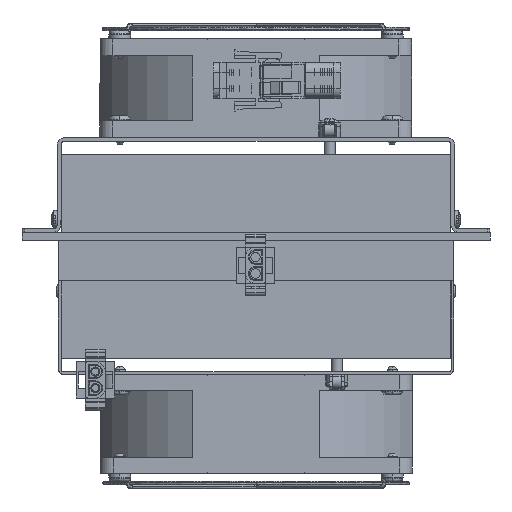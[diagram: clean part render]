
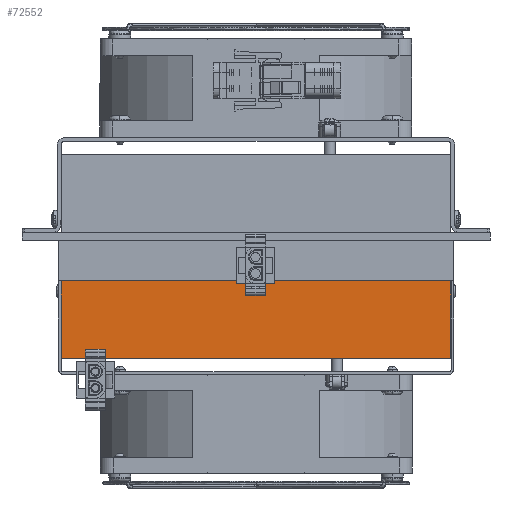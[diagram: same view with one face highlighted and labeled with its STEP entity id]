
A CAD part, front view. The second image highlights one B-rep face of the part: STEP entity #72552.
In plain terms, the highlighted planar face has unit normal (0, -1, 0).
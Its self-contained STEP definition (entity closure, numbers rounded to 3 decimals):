
#2863 = VERTEX_POINT ( 'NONE', #15456 ) ;
#3505 = EDGE_CURVE ( 'NONE', #2863, #29739, #28146, .T. ) ;
#3874 = CARTESIAN_POINT ( 'NONE',  ( -75., 25., 1.4 ) ) ;
#4318 = LINE ( 'NONE', #26152, #46073 ) ;
#9928 = DIRECTION ( 'NONE',  ( 0., 0., 1. ) ) ;
#11899 = VERTEX_POINT ( 'NONE', #37204 ) ;
#12841 = VERTEX_POINT ( 'NONE', #16522 ) ;
#13811 = DIRECTION ( 'NONE',  ( 0., 0., -1. ) ) ;
#14772 = DIRECTION ( 'NONE',  ( 0., 1., 0. ) ) ;
#15340 = CARTESIAN_POINT ( 'NONE',  ( 75., 25., -28.6 ) ) ;
#15456 = CARTESIAN_POINT ( 'NONE',  ( -75., 25., -28.6 ) ) ;
#16522 = CARTESIAN_POINT ( 'NONE',  ( 75., 25., 1.4 ) ) ;
#18772 = ORIENTED_EDGE ( 'NONE', *, *, #46380, .F. ) ;
#20582 = DIRECTION ( 'NONE',  ( -1., 0., 0. ) ) ;
#26152 = CARTESIAN_POINT ( 'NONE',  ( 0., 25., 1.4 ) ) ;
#26340 = FACE_OUTER_BOUND ( 'NONE', #35727, .T. ) ;
#26907 = EDGE_CURVE ( 'NONE', #11899, #2863, #65192, .T. ) ;
#27340 = ORIENTED_EDGE ( 'NONE', *, *, #3505, .F. ) ;
#28146 = LINE ( 'NONE', #43739, #68982 ) ;
#29739 = VERTEX_POINT ( 'NONE', #3874 ) ;
#32137 = DIRECTION ( 'NONE',  ( 0., 0., -1. ) ) ;
#35727 = EDGE_LOOP ( 'NONE', ( #53367, #18772, #35874, #27340 ) ) ;
#35874 = ORIENTED_EDGE ( 'NONE', *, *, #42660, .F. ) ;
#37204 = CARTESIAN_POINT ( 'NONE',  ( 75., 25., -28.6 ) ) ;
#42660 = EDGE_CURVE ( 'NONE', #29739, #12841, #4318, .T. ) ;
#43739 = CARTESIAN_POINT ( 'NONE',  ( -75., 25., -28.6 ) ) ;
#46073 = VECTOR ( 'NONE', #71382, 1000. ) ;
#46380 = EDGE_CURVE ( 'NONE', #12841, #11899, #54429, .T. ) ;
#53002 = CARTESIAN_POINT ( 'NONE',  ( 75., 25., 1.4 ) ) ;
#53367 = ORIENTED_EDGE ( 'NONE', *, *, #26907, .F. ) ;
#53811 = CARTESIAN_POINT ( 'NONE',  ( 75., 25., 1.4 ) ) ;
#54429 = LINE ( 'NONE', #53002, #66901 ) ;
#65192 = LINE ( 'NONE', #15340, #66066 ) ;
#66012 = PLANE ( 'NONE',  #71562 ) ;
#66066 = VECTOR ( 'NONE', #20582, 1000. ) ;
#66901 = VECTOR ( 'NONE', #32137, 1000. ) ;
#68982 = VECTOR ( 'NONE', #9928, 1000. ) ;
#71382 = DIRECTION ( 'NONE',  ( 1., 0., 0. ) ) ;
#71562 = AXIS2_PLACEMENT_3D ( 'NONE', #53811, #14772, #13811 ) ;
#72552 = ADVANCED_FACE ( 'NONE', ( #26340 ), #66012, .F. ) ;
